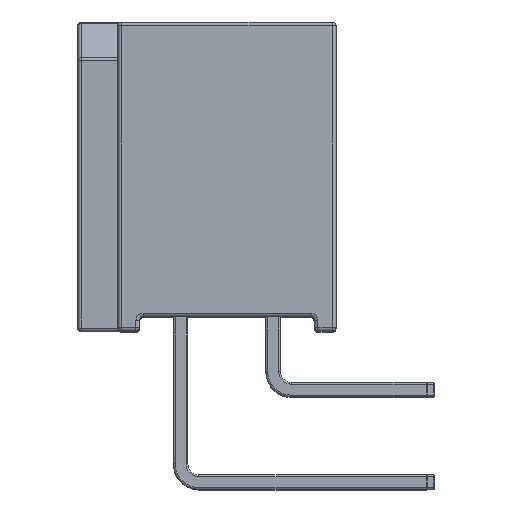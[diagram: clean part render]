
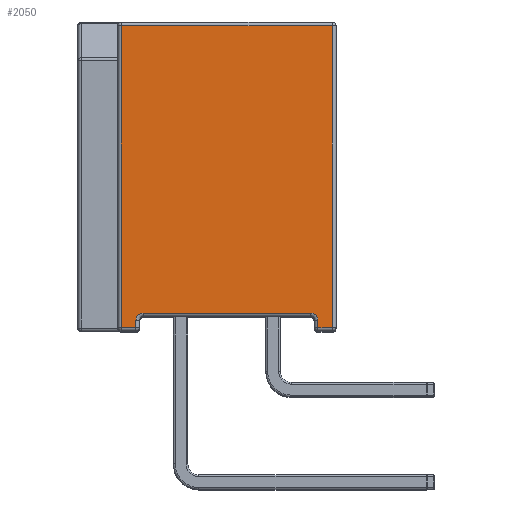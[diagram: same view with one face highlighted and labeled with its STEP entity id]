
A CAD part, top view. The second image highlights one B-rep face of the part: STEP entity #2050.
In plain terms, the highlighted face is planar.
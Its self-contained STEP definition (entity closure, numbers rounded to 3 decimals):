
#35 = CARTESIAN_POINT ( 'NONE',  ( 0., -4.45, -2.5 ) ) ;
#41 = VERTEX_POINT ( 'NONE', #719 ) ;
#84 = ORIENTED_EDGE ( 'NONE', *, *, #3836, .T. ) ;
#133 = DIRECTION ( 'NONE',  ( 0., 0., 1. ) ) ;
#146 = VECTOR ( 'NONE', #1377, 1000. ) ;
#251 = DIRECTION ( 'NONE',  ( 0., 0., -1. ) ) ;
#254 = VECTOR ( 'NONE', #6789, 1000. ) ;
#306 = LINE ( 'NONE', #4646, #146 ) ;
#335 = EDGE_CURVE ( 'NONE', #742, #1834, #993, .T. ) ;
#342 = CARTESIAN_POINT ( 'NONE',  ( 0., 3.95, -2.9 ) ) ;
#483 = VECTOR ( 'NONE', #251, 1000. ) ;
#641 = VECTOR ( 'NONE', #4886, 1000. ) ;
#719 = CARTESIAN_POINT ( 'NONE',  ( 0., -4.35, -2.5 ) ) ;
#742 = VERTEX_POINT ( 'NONE', #3502 ) ;
#808 = LINE ( 'NONE', #35, #641 ) ;
#818 = LINE ( 'NONE', #1287, #483 ) ;
#905 = ORIENTED_EDGE ( 'NONE', *, *, #5277, .T. ) ;
#923 = LINE ( 'NONE', #3191, #5084 ) ;
#956 = EDGE_CURVE ( 'NONE', #4364, #5259, #6684, .T. ) ;
#993 = CIRCLE ( 'NONE', #2931, 0.2 ) ;
#1087 = DIRECTION ( 'NONE',  ( 1., 0., 0. ) ) ;
#1231 = EDGE_LOOP ( 'NONE', ( #3640, #3854, #1612, #84, #2065, #905, #6236, #2189, #2435, #1962 ) ) ;
#1287 = CARTESIAN_POINT ( 'NONE',  ( 0., -4.35, 0. ) ) ;
#1363 = DIRECTION ( 'NONE',  ( 0., 0., -1. ) ) ;
#1377 = DIRECTION ( 'NONE',  ( 0., 1., 0. ) ) ;
#1390 = EDGE_CURVE ( 'NONE', #4899, #6344, #2850, .T. ) ;
#1425 = DIRECTION ( 'NONE',  ( 1., 0., 0. ) ) ;
#1469 = FACE_OUTER_BOUND ( 'NONE', #1231, .T. ) ;
#1612 = ORIENTED_EDGE ( 'NONE', *, *, #335, .F. ) ;
#1673 = AXIS2_PLACEMENT_3D ( 'NONE', #3524, #4623, #1363 ) ;
#1834 = VERTEX_POINT ( 'NONE', #3500 ) ;
#1962 = ORIENTED_EDGE ( 'NONE', *, *, #3742, .T. ) ;
#2050 = ADVANCED_FACE ( 'NONE', ( #1469 ), #5693, .T. ) ;
#2065 = ORIENTED_EDGE ( 'NONE', *, *, #1390, .F. ) ;
#2078 = EDGE_CURVE ( 'NONE', #41, #4906, #4194, .T. ) ;
#2189 = ORIENTED_EDGE ( 'NONE', *, *, #5599, .T. ) ;
#2435 = ORIENTED_EDGE ( 'NONE', *, *, #956, .T. ) ;
#2616 = CARTESIAN_POINT ( 'NONE',  ( 0., -4.15, -2.5 ) ) ;
#2745 = VECTOR ( 'NONE', #4080, 1000. ) ;
#2850 = CIRCLE ( 'NONE', #4773, 0.2 ) ;
#2931 = AXIS2_PLACEMENT_3D ( 'NONE', #4345, #1087, #4876 ) ;
#2937 = CARTESIAN_POINT ( 'NONE',  ( 0., -4.05, 2.5 ) ) ;
#3066 = CARTESIAN_POINT ( 'NONE',  ( 0., 3.95, 0. ) ) ;
#3132 = LINE ( 'NONE', #4070, #254 ) ;
#3191 = CARTESIAN_POINT ( 'NONE',  ( 0., 0., 2.9 ) ) ;
#3500 = CARTESIAN_POINT ( 'NONE',  ( 0., -4.15, 2.5 ) ) ;
#3502 = CARTESIAN_POINT ( 'NONE',  ( 0., -3.95, 2.3 ) ) ;
#3524 = CARTESIAN_POINT ( 'NONE',  ( 0., 0., 0. ) ) ;
#3552 = VERTEX_POINT ( 'NONE', #6184 ) ;
#3640 = ORIENTED_EDGE ( 'NONE', *, *, #5515, .T. ) ;
#3687 = CARTESIAN_POINT ( 'NONE',  ( 0., -4.35, 2.9 ) ) ;
#3742 = EDGE_CURVE ( 'NONE', #5259, #4453, #923, .T. ) ;
#3795 = VECTOR ( 'NONE', #133, 1000. ) ;
#3836 = EDGE_CURVE ( 'NONE', #742, #6344, #3132, .T. ) ;
#3854 = ORIENTED_EDGE ( 'NONE', *, *, #4247, .T. ) ;
#4002 = CARTESIAN_POINT ( 'NONE',  ( 0., -3.95, -2.3 ) ) ;
#4070 = CARTESIAN_POINT ( 'NONE',  ( 0., -3.95, 0. ) ) ;
#4080 = DIRECTION ( 'NONE',  ( 0., 0., -1. ) ) ;
#4194 = LINE ( 'NONE', #6272, #2745 ) ;
#4247 = EDGE_CURVE ( 'NONE', #3552, #1834, #5839, .T. ) ;
#4257 = CARTESIAN_POINT ( 'NONE',  ( 0., -4.35, -2.9 ) ) ;
#4345 = CARTESIAN_POINT ( 'NONE',  ( 0., -4.15, 2.3 ) ) ;
#4364 = VERTEX_POINT ( 'NONE', #342 ) ;
#4401 = VECTOR ( 'NONE', #6734, 1000. ) ;
#4453 = VERTEX_POINT ( 'NONE', #3687 ) ;
#4623 = DIRECTION ( 'NONE',  ( 1., 0., 0. ) ) ;
#4646 = CARTESIAN_POINT ( 'NONE',  ( 0., 0., -2.9 ) ) ;
#4673 = CARTESIAN_POINT ( 'NONE',  ( 0., -4.15, -2.3 ) ) ;
#4773 = AXIS2_PLACEMENT_3D ( 'NONE', #4673, #1425, #5224 ) ;
#4802 = DIRECTION ( 'NONE',  ( 0., -1., 0. ) ) ;
#4860 = CARTESIAN_POINT ( 'NONE',  ( 0., 3.95, 2.9 ) ) ;
#4876 = DIRECTION ( 'NONE',  ( 0., 0., -1. ) ) ;
#4886 = DIRECTION ( 'NONE',  ( 0., -1., 0. ) ) ;
#4899 = VERTEX_POINT ( 'NONE', #2616 ) ;
#4906 = VERTEX_POINT ( 'NONE', #4257 ) ;
#5084 = VECTOR ( 'NONE', #4802, 1000. ) ;
#5224 = DIRECTION ( 'NONE',  ( 0., 0., -1. ) ) ;
#5259 = VERTEX_POINT ( 'NONE', #4860 ) ;
#5277 = EDGE_CURVE ( 'NONE', #4899, #41, #808, .T. ) ;
#5515 = EDGE_CURVE ( 'NONE', #4453, #3552, #818, .T. ) ;
#5599 = EDGE_CURVE ( 'NONE', #4906, #4364, #306, .T. ) ;
#5693 = PLANE ( 'NONE',  #1673 ) ;
#5839 = LINE ( 'NONE', #2937, #4401 ) ;
#6184 = CARTESIAN_POINT ( 'NONE',  ( 0., -4.35, 2.5 ) ) ;
#6236 = ORIENTED_EDGE ( 'NONE', *, *, #2078, .T. ) ;
#6272 = CARTESIAN_POINT ( 'NONE',  ( 0., -4.35, -3. ) ) ;
#6344 = VERTEX_POINT ( 'NONE', #4002 ) ;
#6684 = LINE ( 'NONE', #3066, #3795 ) ;
#6734 = DIRECTION ( 'NONE',  ( 0., 1., 0. ) ) ;
#6789 = DIRECTION ( 'NONE',  ( 0., 0., -1. ) ) ;
